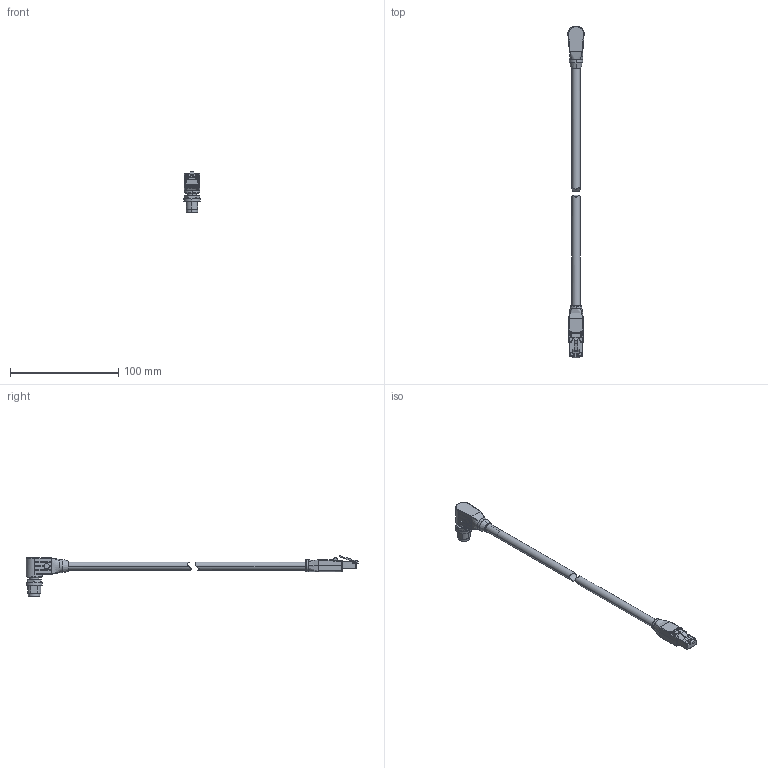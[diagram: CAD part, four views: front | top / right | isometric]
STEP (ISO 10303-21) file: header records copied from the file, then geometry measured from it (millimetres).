
FILE_DESCRIPTION (( 'STEP AP214' ), '1' );
FILE_NAME ('7700-51201.STEP', '2022-09-20T18:59:41', ( '' ), ( '' ), 'SwSTEP 2.0', 'SolidWorks 2021', '' );
FILE_SCHEMA (( 'AUTOMOTIVE_DESIGN' ));
Length unit declared in the file: inch
Products named in the file (1): 7700-51201
Bounding box: 15 x 306.25 x 37.54 mm (x, y, z)
Volume: 25440.9 mm3; surface area: 14567.6 mm2
Topology: 5 solids, 5 shells, 586 faces, 1523 edges, 960 vertices
Faces by surface type: plane 334, cylinder 173, bspline 38, torus 19, cone 16, sphere 6
Entity records: 27945 total; most frequent: CARTESIAN_POINT 6312, ORIENTED_EDGE 3018, DIRECTION 2714, EDGE_CURVE 1509, VECTOR 976, LINE 976, VERTEX_POINT 960, AXIS2_PLACEMENT_3D 869
